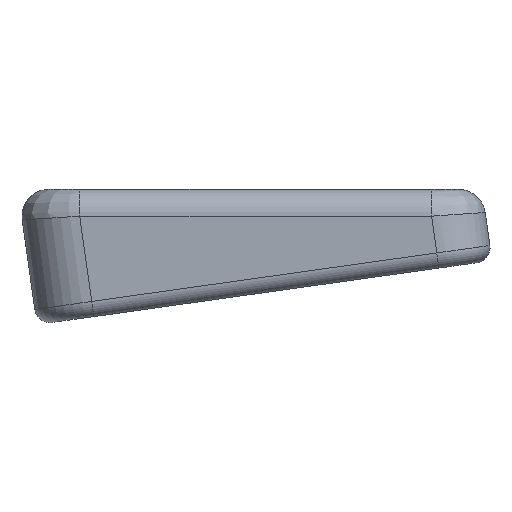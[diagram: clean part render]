
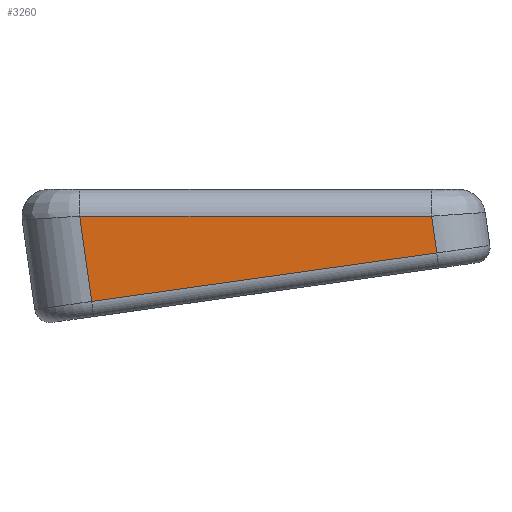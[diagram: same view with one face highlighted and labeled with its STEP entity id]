
A CAD part, left-side view. The second image highlights one B-rep face of the part: STEP entity #3260.
In plain terms, the highlighted planar face has unit normal (-1, 0, 0).
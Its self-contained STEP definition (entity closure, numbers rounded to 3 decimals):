
#1924=CARTESIAN_POINT('',(-9.918,15.188,20.854));
#1925=VERTEX_POINT('',#1924);
#2622=CARTESIAN_POINT('',(-9.918,107.082,20.854));
#2623=VERTEX_POINT('',#2622);
#3225=CARTESIAN_POINT('',(-9.918,13.75,25.854));
#3226=DIRECTION('',(-1.,0.,0.));
#3227=DIRECTION('',(0.,-1.,0.));
#3228=AXIS2_PLACEMENT_3D('',#3225,#3226,#3227);
#3229=PLANE('',#3228);
#3230=CARTESIAN_POINT('',(-9.918,103.953,-1.41));
#3231=VERTEX_POINT('',#3230);
#3232=CARTESIAN_POINT('',(-9.918,107.082,20.854));
#3233=DIRECTION('',(-0.,-0.139,-0.99));
#3234=VECTOR('',#3233,22.483);
#3235=LINE('',#3232,#3234);
#3236=EDGE_CURVE('',#2623,#3231,#3235,.T.);
#3237=ORIENTED_EDGE('',*,*,#3236,.T.);
#3238=CARTESIAN_POINT('',(-9.918,13.838,11.255));
#3239=VERTEX_POINT('',#3238);
#3240=CARTESIAN_POINT('',(-9.918,103.953,-1.41));
#3241=DIRECTION('',(-0.,-0.99,0.139));
#3242=VECTOR('',#3241,91.);
#3243=LINE('',#3240,#3242);
#3244=EDGE_CURVE('',#3231,#3239,#3243,.T.);
#3245=ORIENTED_EDGE('',*,*,#3244,.T.);
#3246=CARTESIAN_POINT('',(-9.918,13.838,11.255));
#3247=DIRECTION('',(0.,0.139,0.99));
#3248=VECTOR('',#3247,9.694);
#3249=LINE('',#3246,#3248);
#3250=EDGE_CURVE('',#3239,#1925,#3249,.T.);
#3251=ORIENTED_EDGE('',*,*,#3250,.T.);
#3252=CARTESIAN_POINT('',(-9.918,15.188,20.854));
#3253=DIRECTION('',(-0.,1.,-0.));
#3254=VECTOR('',#3253,91.894);
#3255=LINE('',#3252,#3254);
#3256=EDGE_CURVE('',#1925,#2623,#3255,.T.);
#3257=ORIENTED_EDGE('',*,*,#3256,.T.);
#3258=EDGE_LOOP('',(#3237,#3245,#3251,#3257));
#3259=FACE_BOUND('',#3258,.T.);
#3260=ADVANCED_FACE('',(#3259),#3229,.T.);
